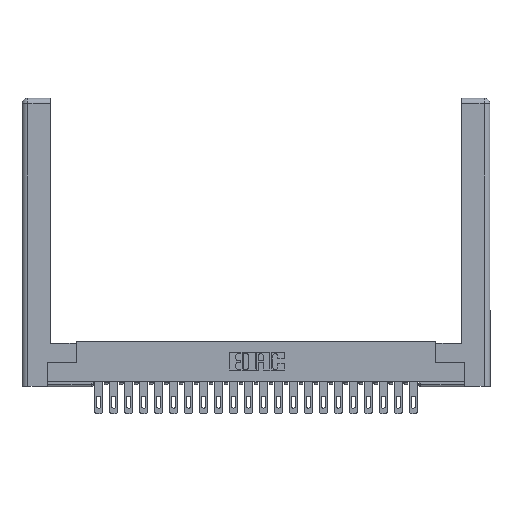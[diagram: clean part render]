
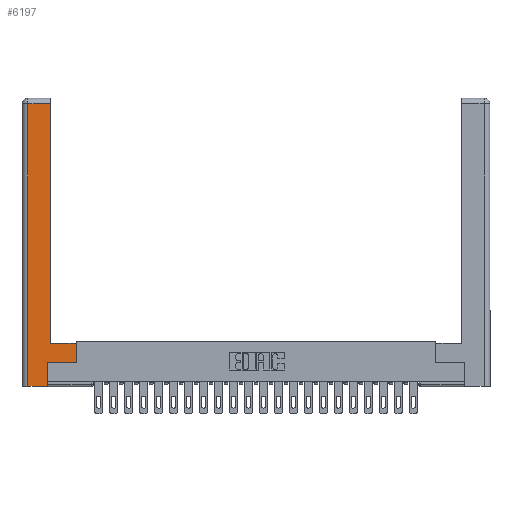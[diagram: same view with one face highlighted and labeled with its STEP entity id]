
A CAD part, top view. The second image highlights one B-rep face of the part: STEP entity #6197.
In plain terms, the highlighted planar face has unit normal (0, 0, 1).
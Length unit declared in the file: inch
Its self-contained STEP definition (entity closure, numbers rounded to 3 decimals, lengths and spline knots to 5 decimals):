
#98 = VECTOR ( 'NONE', #3539, 39.37008 ) ;
#230 = ORIENTED_EDGE ( 'NONE', *, *, #8842, .T. ) ;
#363 = LINE ( 'NONE', #10340, #20537 ) ;
#480 = EDGE_CURVE ( 'NONE', #22693, #15180, #363, .T. ) ;
#535 = ORIENTED_EDGE ( 'NONE', *, *, #12177, .T. ) ;
#541 = VECTOR ( 'NONE', #11181, 39.37008 ) ;
#1188 = EDGE_CURVE ( 'NONE', #15180, #6105, #10208, .T. ) ;
#1199 = VECTOR ( 'NONE', #21581, 39.37008 ) ;
#2612 = LINE ( 'NONE', #18570, #13851 ) ;
#3123 = EDGE_CURVE ( 'NONE', #21444, #22395, #2612, .T. ) ;
#3539 = DIRECTION ( 'NONE',  ( 0., 1., 0. ) ) ;
#3748 = CARTESIAN_POINT ( 'NONE',  ( 0.0615, 2.94, 0. ) ) ;
#3949 = LINE ( 'NONE', #7231, #23298 ) ;
#4043 = LINE ( 'NONE', #4269, #10961 ) ;
#4269 = CARTESIAN_POINT ( 'NONE',  ( 0.295, 0.45, 0. ) ) ;
#4916 = LINE ( 'NONE', #12397, #1199 ) ;
#5273 = ORIENTED_EDGE ( 'NONE', *, *, #12523, .T. ) ;
#5686 = CARTESIAN_POINT ( 'NONE',  ( 0.265, 0., 0. ) ) ;
#6011 = ORIENTED_EDGE ( 'NONE', *, *, #3123, .T. ) ;
#6105 = VERTEX_POINT ( 'NONE', #20568 ) ;
#6197 = ADVANCED_FACE ( 'NONE', ( #10852 ), #20978, .F. ) ;
#7231 = CARTESIAN_POINT ( 'NONE',  ( 0.0615, 0., 0. ) ) ;
#7339 = CARTESIAN_POINT ( 'NONE',  ( 0.565, 0.45, 0. ) ) ;
#7514 = ORIENTED_EDGE ( 'NONE', *, *, #1188, .T. ) ;
#7631 = LINE ( 'NONE', #5686, #18874 ) ;
#8425 = DIRECTION ( 'NONE',  ( 1., 0., 0. ) ) ;
#8842 = EDGE_CURVE ( 'NONE', #16947, #16183, #3949, .T. ) ;
#8908 = CARTESIAN_POINT ( 'NONE',  ( 0.295, 0.45, 0. ) ) ;
#9180 = CARTESIAN_POINT ( 'NONE',  ( 0.265, 0.245, 0. ) ) ;
#9894 = DIRECTION ( 'NONE',  ( -1., 0., 0. ) ) ;
#9931 = DIRECTION ( 'NONE',  ( -1., 0., 0. ) ) ;
#10208 = LINE ( 'NONE', #7339, #98 ) ;
#10242 = CARTESIAN_POINT ( 'NONE',  ( 0.295, 2.94, 0. ) ) ;
#10340 = CARTESIAN_POINT ( 'NONE',  ( 0.565, 0.245, 0. ) ) ;
#10846 = AXIS2_PLACEMENT_3D ( 'NONE', #16946, #11486, #9931 ) ;
#10852 = FACE_OUTER_BOUND ( 'NONE', #13485, .T. ) ;
#10961 = VECTOR ( 'NONE', #9894, 39.37008 ) ;
#11097 = DIRECTION ( 'NONE',  ( 1., 0., 0. ) ) ;
#11181 = DIRECTION ( 'NONE',  ( -1., 0., 0. ) ) ;
#11486 = DIRECTION ( 'NONE',  ( 0., 0., -1. ) ) ;
#12177 = EDGE_CURVE ( 'NONE', #6105, #21444, #4043, .T. ) ;
#12300 = CARTESIAN_POINT ( 'NONE',  ( 0.0615, 2.94, 0. ) ) ;
#12397 = CARTESIAN_POINT ( 'NONE',  ( 0.265, 0.245, 0. ) ) ;
#12523 = EDGE_CURVE ( 'NONE', #22395, #16947, #20726, .T. ) ;
#13086 = CARTESIAN_POINT ( 'NONE',  ( 0.265, 0., 0. ) ) ;
#13485 = EDGE_LOOP ( 'NONE', ( #6011, #5273, #230, #18791, #23681, #15666, #7514, #535 ) ) ;
#13851 = VECTOR ( 'NONE', #22279, 39.37008 ) ;
#14065 = EDGE_CURVE ( 'NONE', #15249, #22693, #4916, .T. ) ;
#15180 = VERTEX_POINT ( 'NONE', #20033 ) ;
#15249 = VERTEX_POINT ( 'NONE', #13086 ) ;
#15666 = ORIENTED_EDGE ( 'NONE', *, *, #480, .T. ) ;
#16183 = VERTEX_POINT ( 'NONE', #19582 ) ;
#16946 = CARTESIAN_POINT ( 'NONE',  ( 0., 0., 0. ) ) ;
#16947 = VERTEX_POINT ( 'NONE', #12300 ) ;
#18570 = CARTESIAN_POINT ( 'NONE',  ( 0.295, 3., 0. ) ) ;
#18791 = ORIENTED_EDGE ( 'NONE', *, *, #21631, .T. ) ;
#18874 = VECTOR ( 'NONE', #11097, 39.37008 ) ;
#19582 = CARTESIAN_POINT ( 'NONE',  ( 0.0615, 0., 0. ) ) ;
#20033 = CARTESIAN_POINT ( 'NONE',  ( 0.565, 0.245, 0. ) ) ;
#20537 = VECTOR ( 'NONE', #8425, 39.37008 ) ;
#20568 = CARTESIAN_POINT ( 'NONE',  ( 0.565, 0.45, 0. ) ) ;
#20726 = LINE ( 'NONE', #3748, #541 ) ;
#20978 = PLANE ( 'NONE',  #10846 ) ;
#21444 = VERTEX_POINT ( 'NONE', #8908 ) ;
#21581 = DIRECTION ( 'NONE',  ( 0., 1., 0. ) ) ;
#21631 = EDGE_CURVE ( 'NONE', #16183, #15249, #7631, .T. ) ;
#21650 = DIRECTION ( 'NONE',  ( 0., -1., 0. ) ) ;
#22279 = DIRECTION ( 'NONE',  ( 0., 1., 0. ) ) ;
#22395 = VERTEX_POINT ( 'NONE', #10242 ) ;
#22693 = VERTEX_POINT ( 'NONE', #9180 ) ;
#23298 = VECTOR ( 'NONE', #21650, 39.37008 ) ;
#23681 = ORIENTED_EDGE ( 'NONE', *, *, #14065, .T. ) ;
